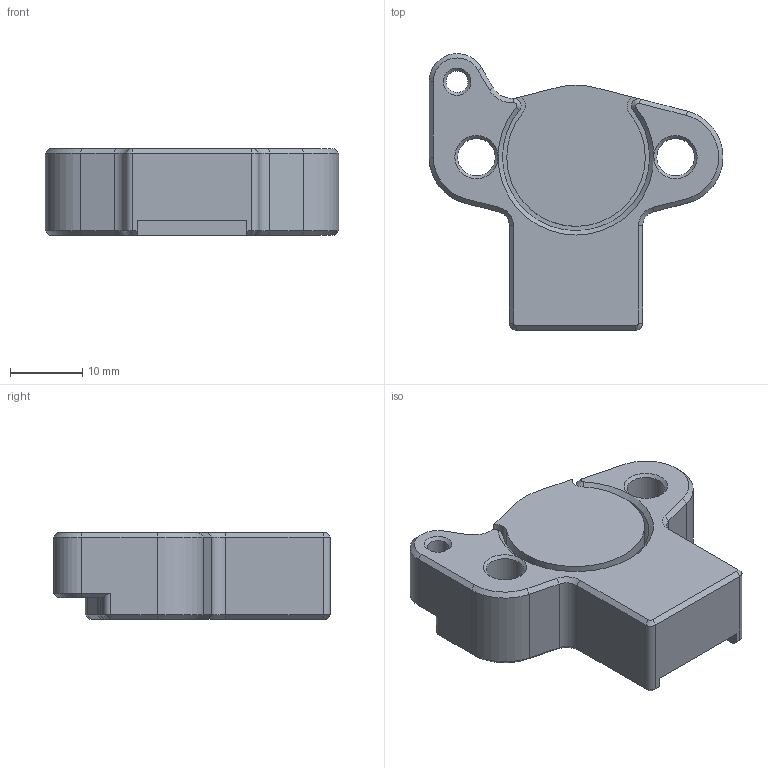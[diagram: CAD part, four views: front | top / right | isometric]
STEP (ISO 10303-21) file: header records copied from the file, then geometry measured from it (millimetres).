
FILE_DESCRIPTION(/* description */ (''),/* implementation_level */ '2;1');
FILE_NAME(/* name */ '',/* time_stamp */ '2024-08-17T23:43:22+08:00',/* author */ (''),/* organization */ (''),/* preprocessor_version */ 'ST-DEVELOPER v20',/* originating_system */ 'Autodesk Translation Framework v13.14.0.145',/* authorisation */ '');
FILE_SCHEMA (('AUTOMOTIVE_DESIGN { 1 0 10303 214 3 1 1 }'));
Length unit declared in the file: millimetre
Products named in the file (1): SLIDER_V2
Bounding box: 40.75 x 38.35 x 12 mm (x, y, z)
Volume: 9338.2 mm3; surface area: 5325.7 mm2
Topology: 2 solids, 2 shells, 114 faces, 280 edges, 172 vertices
Faces by surface type: plane 46, cone 38, cylinder 30
Full cylindrical faces by diameter (mm): 3 x4, 3.4 x2, 4.6 x2, 5.2 x2, 8.25 x1
Entity records: 3423 total; most frequent: DIRECTION 626, CARTESIAN_POINT 584, ORIENTED_EDGE 560, EDGE_CURVE 280, AXIS2_PLACEMENT_3D 233, VERTEX_POINT 172, LINE 160, VECTOR 160
